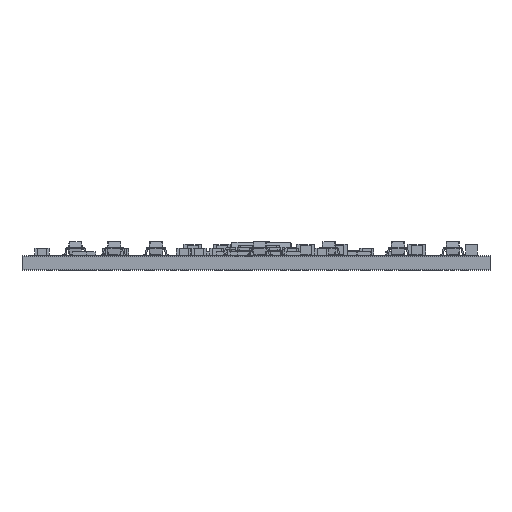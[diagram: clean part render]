
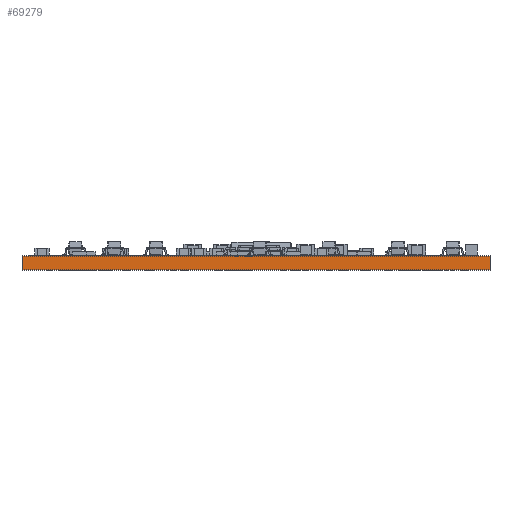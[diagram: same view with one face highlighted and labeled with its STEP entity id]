
A CAD part, front view. The second image highlights one B-rep face of the part: STEP entity #69279.
In plain terms, the highlighted planar face has unit normal (0, -1, 0).
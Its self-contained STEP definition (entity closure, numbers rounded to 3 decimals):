
#69279 = ADVANCED_FACE('',(#69280),#69314,.T.);
#69280 = FACE_BOUND('',#69281,.T.);
#69281 = EDGE_LOOP('',(#69282,#69292,#69300,#69308));
#69282 = ORIENTED_EDGE('',*,*,#69283,.T.);
#69283 = EDGE_CURVE('',#69284,#69286,#69288,.T.);
#69284 = VERTEX_POINT('',#69285);
#69285 = CARTESIAN_POINT('',(64.05,-63.85,0.));
#69286 = VERTEX_POINT('',#69287);
#69287 = CARTESIAN_POINT('',(64.05,-63.85,1.51));
#69288 = LINE('',#69289,#69290);
#69289 = CARTESIAN_POINT('',(64.05,-63.85,0.));
#69290 = VECTOR('',#69291,1.);
#69291 = DIRECTION('',(0.,0.,1.));
#69292 = ORIENTED_EDGE('',*,*,#69293,.T.);
#69293 = EDGE_CURVE('',#69286,#69294,#69296,.T.);
#69294 = VERTEX_POINT('',#69295);
#69295 = CARTESIAN_POINT('',(12.25,-63.85,1.51));
#69296 = LINE('',#69297,#69298);
#69297 = CARTESIAN_POINT('',(64.05,-63.85,1.51));
#69298 = VECTOR('',#69299,1.);
#69299 = DIRECTION('',(-1.,0.,0.));
#69300 = ORIENTED_EDGE('',*,*,#69301,.F.);
#69301 = EDGE_CURVE('',#69302,#69294,#69304,.T.);
#69302 = VERTEX_POINT('',#69303);
#69303 = CARTESIAN_POINT('',(12.25,-63.85,0.));
#69304 = LINE('',#69305,#69306);
#69305 = CARTESIAN_POINT('',(12.25,-63.85,0.));
#69306 = VECTOR('',#69307,1.);
#69307 = DIRECTION('',(0.,0.,1.));
#69308 = ORIENTED_EDGE('',*,*,#69309,.F.);
#69309 = EDGE_CURVE('',#69284,#69302,#69310,.T.);
#69310 = LINE('',#69311,#69312);
#69311 = CARTESIAN_POINT('',(64.05,-63.85,0.));
#69312 = VECTOR('',#69313,1.);
#69313 = DIRECTION('',(-1.,0.,0.));
#69314 = PLANE('',#69315);
#69315 = AXIS2_PLACEMENT_3D('',#69316,#69317,#69318);
#69316 = CARTESIAN_POINT('',(64.05,-63.85,0.));
#69317 = DIRECTION('',(0.,-1.,0.));
#69318 = DIRECTION('',(-1.,0.,0.));
